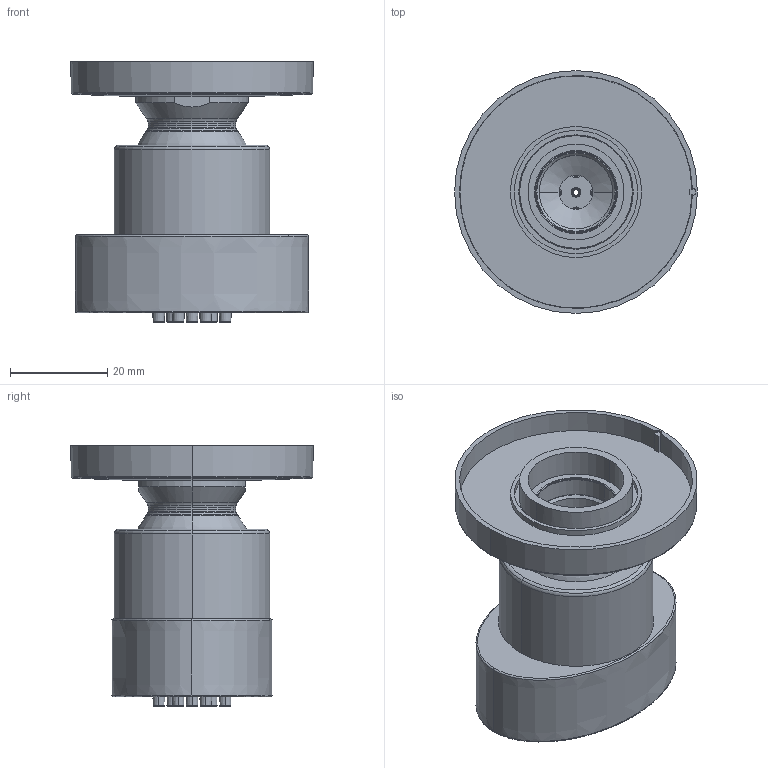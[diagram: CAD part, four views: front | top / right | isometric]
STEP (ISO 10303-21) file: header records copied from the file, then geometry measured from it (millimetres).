
FILE_DESCRIPTION((''),'2;1');
FILE_NAME('E044031_54_1_ASM','2021-05-05T10:11:00',('ut3'),('PAFFONI SpA'),'CREO PARAMETRIC BY PTC INC, 2020044','CREO PARAMETRIC BY PTC INC, 2020044','');
FILE_SCHEMA(('CONFIG_CONTROL_DESIGN','SHAPE_APPEARANCE_LAYERS_GROUPS'));
Length unit declared in the file: millimetre
Products named in the file (6): Z242; 22040; Z280; Z103_AF1; 22020; E044031_54_1_ASM
Assembly tree (5 placements, depth 2):
  E044031_54_1_ASM
    Z242
    22040
    Z280
    Z103_AF1
    22020
Bounding box: 50 x 50 x 53.7 mm (x, y, z)
Volume: 24678.5 mm3; surface area: 21754.8 mm2
Topology: 4 solids, 5 shells, 381 faces, 905 edges, 555 vertices
Faces by surface type: torus 144, cylinder 103, cone 73, plane 46, bspline 9, sphere 4, extrusion 2
Entity records: 21648 total; most frequent: CARTESIAN_POINT 9503, DIRECTION 2107, ORIENTED_EDGE 1806, AXIS2_PLACEMENT_3D 948, EDGE_CURVE 905, CIRCLE 567, VERTEX_POINT 555, PRESENTATION_STYLE_ASSIGNMENT 553
